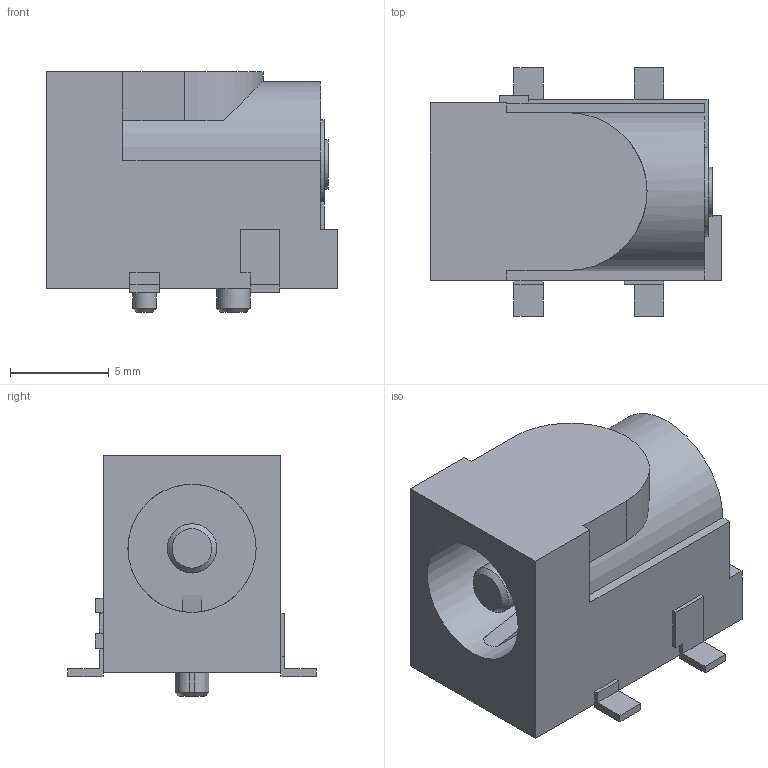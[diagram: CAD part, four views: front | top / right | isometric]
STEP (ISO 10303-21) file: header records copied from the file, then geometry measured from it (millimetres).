
FILE_DESCRIPTION(('for SolidWorks'),'2;1');
FILE_NAME('pj-002b-smt.step', '2016-08-25T13:52:37',('Serg'),(''),'Open CASCADE STEP processor 6.6', 'DipTrace','Unknown');
FILE_SCHEMA(('AUTOMOTIVE_DESIGN { 1 0 10303 214 1 1 1 1 }'));
Length unit declared in the file: millimetre
Products named in the file (2): ASSEMBLY; pj-002b-smt
Assembly tree (1 placements, depth 2):
  ASSEMBLY
    pj-002b-smt
Bounding box: 14.8 x 12.6 x 12.2 mm (x, y, z)
Volume: 1029.4 mm3; surface area: 1085.8 mm2
Topology: 1 solids, 1 shells, 100 faces, 272 edges, 180 vertices
Faces by surface type: plane 87, cylinder 9, cone 4
Full cylindrical faces by diameter (mm): 1.7 x1, 2.5 x2, 6.5 x1
Entity records: 3843 total; most frequent: CARTESIAN_POINT 554, ORIENTED_EDGE 544, DIRECTION 504, EDGE_CURVE 272, LINE 244, VECTOR 244, VERTEX_POINT 180, AXIS2_PLACEMENT_3D 130
